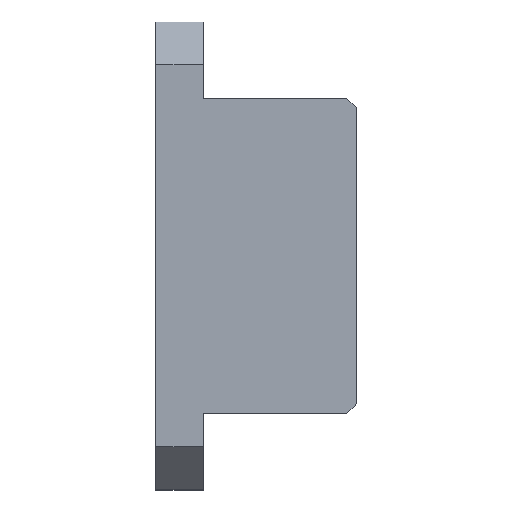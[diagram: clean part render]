
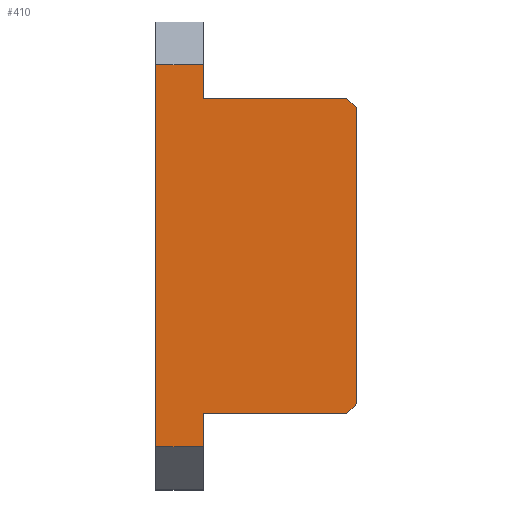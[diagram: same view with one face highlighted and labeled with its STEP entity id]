
A CAD part, top view. The second image highlights one B-rep face of the part: STEP entity #410.
In plain terms, the highlighted planar face has unit normal (0, 0, 1).
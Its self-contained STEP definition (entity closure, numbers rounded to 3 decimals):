
#3 = CARTESIAN_POINT ( 'NONE',  ( 10.5, 24.5, 3. ) ) ;
#20 = ORIENTED_EDGE ( 'NONE', *, *, #510, .T. ) ;
#28 = LINE ( 'NONE', #543, #575 ) ;
#34 = EDGE_CURVE ( 'NONE', #324, #146, #92, .T. ) ;
#51 = VERTEX_POINT ( 'NONE', #337 ) ;
#58 = LINE ( 'NONE', #516, #415 ) ;
#79 = DIRECTION ( 'NONE',  ( 1., 0., 0. ) ) ;
#92 = LINE ( 'NONE', #148, #194 ) ;
#110 = CARTESIAN_POINT ( 'NONE',  ( 10.5, -15.5, 3. ) ) ;
#114 = CARTESIAN_POINT ( 'NONE',  ( -10.5, 24.5, 3. ) ) ;
#123 = VERTEX_POINT ( 'NONE', #310 ) ;
#125 = DIRECTION ( 'NONE',  ( 0., 1., 0. ) ) ;
#131 = VERTEX_POINT ( 'NONE', #110 ) ;
#133 = LINE ( 'NONE', #336, #304 ) ;
#140 = CARTESIAN_POINT ( 'NONE',  ( 9.5, 16.5, 3. ) ) ;
#146 = VERTEX_POINT ( 'NONE', #458 ) ;
#148 = CARTESIAN_POINT ( 'NONE',  ( -5.5, -16.5, 3. ) ) ;
#157 = CARTESIAN_POINT ( 'NONE',  ( 9.5, -16.5, 3. ) ) ;
#164 = LINE ( 'NONE', #114, #468 ) ;
#174 = CARTESIAN_POINT ( 'NONE',  ( -5.5, 24.5, 3. ) ) ;
#187 = ORIENTED_EDGE ( 'NONE', *, *, #302, .T. ) ;
#192 = DIRECTION ( 'NONE',  ( -1., 0., 0. ) ) ;
#194 = VECTOR ( 'NONE', #401, 1000. ) ;
#199 = ORIENTED_EDGE ( 'NONE', *, *, #436, .F. ) ;
#203 = EDGE_CURVE ( 'NONE', #146, #51, #58, .T. ) ;
#212 = DIRECTION ( 'NONE',  ( 0., 0., -1. ) ) ;
#230 = VERTEX_POINT ( 'NONE', #556 ) ;
#232 = LINE ( 'NONE', #381, #611 ) ;
#234 = ORIENTED_EDGE ( 'NONE', *, *, #203, .T. ) ;
#237 = ORIENTED_EDGE ( 'NONE', *, *, #494, .T. ) ;
#240 = FACE_OUTER_BOUND ( 'NONE', #395, .T. ) ;
#250 = VECTOR ( 'NONE', #256, 1000. ) ;
#256 = DIRECTION ( 'NONE',  ( 1., 0., 0. ) ) ;
#271 = ORIENTED_EDGE ( 'NONE', *, *, #374, .T. ) ;
#278 = DIRECTION ( 'NONE',  ( 0., -1., 0. ) ) ;
#296 = ORIENTED_EDGE ( 'NONE', *, *, #560, .F. ) ;
#302 = EDGE_CURVE ( 'NONE', #230, #372, #164, .T. ) ;
#304 = VECTOR ( 'NONE', #192, 1000. ) ;
#310 = CARTESIAN_POINT ( 'NONE',  ( -5.5, 20., 3. ) ) ;
#323 = DIRECTION ( 'NONE',  ( 0., -1., 0. ) ) ;
#324 = VERTEX_POINT ( 'NONE', #485 ) ;
#336 = CARTESIAN_POINT ( 'NONE',  ( 10.5, 20., 3. ) ) ;
#337 = CARTESIAN_POINT ( 'NONE',  ( 9.5, -16.5, 3. ) ) ;
#363 = DIRECTION ( 'NONE',  ( 0., 1., 0. ) ) ;
#369 = ORIENTED_EDGE ( 'NONE', *, *, #34, .T. ) ;
#372 = VERTEX_POINT ( 'NONE', #495 ) ;
#374 = EDGE_CURVE ( 'NONE', #587, #420, #389, .T. ) ;
#381 = CARTESIAN_POINT ( 'NONE',  ( 10.5, -20., 3. ) ) ;
#384 = ORIENTED_EDGE ( 'NONE', *, *, #387, .T. ) ;
#386 = DIRECTION ( 'NONE',  ( -0.707, 0.707, 0. ) ) ;
#387 = EDGE_CURVE ( 'NONE', #123, #230, #133, .T. ) ;
#389 = LINE ( 'NONE', #648, #504 ) ;
#395 = EDGE_LOOP ( 'NONE', ( #199, #271, #296, #237, #384, #187, #20, #369, #234, #478 ) ) ;
#396 = LINE ( 'NONE', #603, #250 ) ;
#401 = DIRECTION ( 'NONE',  ( 0., 1., 0. ) ) ;
#410 = ADVANCED_FACE ( 'NONE', ( #240 ), #643, .F. ) ;
#415 = VECTOR ( 'NONE', #452, 1000. ) ;
#420 = VERTEX_POINT ( 'NONE', #140 ) ;
#429 = VERTEX_POINT ( 'NONE', #594 ) ;
#436 = EDGE_CURVE ( 'NONE', #587, #131, #28, .T. ) ;
#451 = CARTESIAN_POINT ( 'NONE',  ( 10.5, 15.5, 3. ) ) ;
#452 = DIRECTION ( 'NONE',  ( 1., 0., 0. ) ) ;
#458 = CARTESIAN_POINT ( 'NONE',  ( -5.5, -16.5, 3. ) ) ;
#468 = VECTOR ( 'NONE', #323, 1000. ) ;
#478 = ORIENTED_EDGE ( 'NONE', *, *, #624, .T. ) ;
#485 = CARTESIAN_POINT ( 'NONE',  ( -5.5, -20., 3. ) ) ;
#490 = AXIS2_PLACEMENT_3D ( 'NONE', #3, #212, #363 ) ;
#494 = EDGE_CURVE ( 'NONE', #429, #123, #599, .T. ) ;
#495 = CARTESIAN_POINT ( 'NONE',  ( -10.5, -20., 3. ) ) ;
#504 = VECTOR ( 'NONE', #386, 1000. ) ;
#510 = EDGE_CURVE ( 'NONE', #372, #324, #232, .T. ) ;
#516 = CARTESIAN_POINT ( 'NONE',  ( -14.232, -16.5, 3. ) ) ;
#523 = LINE ( 'NONE', #157, #572 ) ;
#543 = CARTESIAN_POINT ( 'NONE',  ( 10.5, 24.5, 3. ) ) ;
#556 = CARTESIAN_POINT ( 'NONE',  ( -10.5, 20., 3. ) ) ;
#560 = EDGE_CURVE ( 'NONE', #429, #420, #396, .T. ) ;
#572 = VECTOR ( 'NONE', #623, 1000. ) ;
#575 = VECTOR ( 'NONE', #278, 1000. ) ;
#587 = VERTEX_POINT ( 'NONE', #451 ) ;
#594 = CARTESIAN_POINT ( 'NONE',  ( -5.5, 16.5, 3. ) ) ;
#599 = LINE ( 'NONE', #174, #621 ) ;
#603 = CARTESIAN_POINT ( 'NONE',  ( -14.232, 16.5, 3. ) ) ;
#611 = VECTOR ( 'NONE', #79, 1000. ) ;
#621 = VECTOR ( 'NONE', #125, 1000. ) ;
#623 = DIRECTION ( 'NONE',  ( 0.707, 0.707, 0. ) ) ;
#624 = EDGE_CURVE ( 'NONE', #51, #131, #523, .T. ) ;
#643 = PLANE ( 'NONE',  #490 ) ;
#648 = CARTESIAN_POINT ( 'NONE',  ( 9.5, 16.5, 3. ) ) ;
